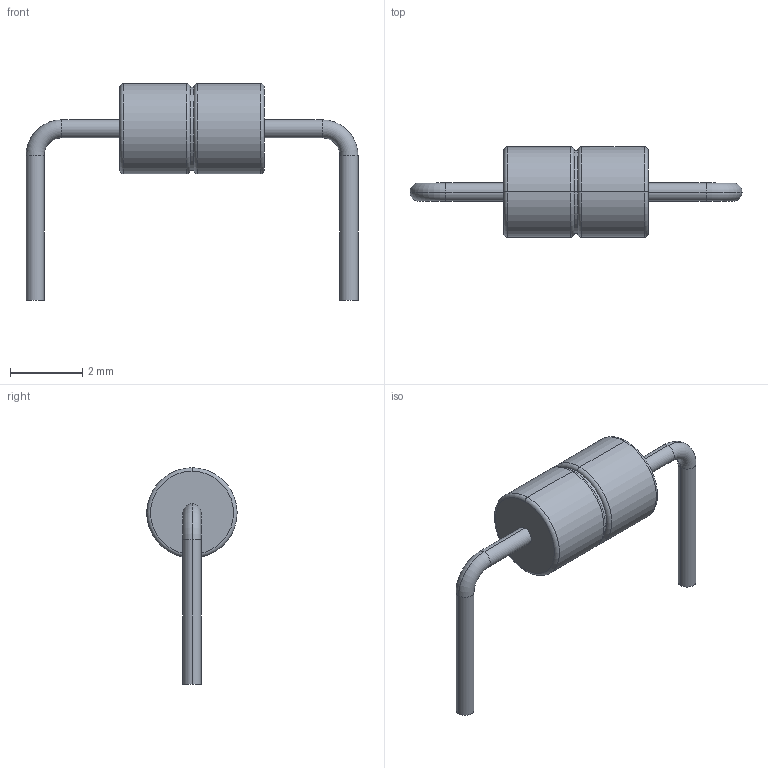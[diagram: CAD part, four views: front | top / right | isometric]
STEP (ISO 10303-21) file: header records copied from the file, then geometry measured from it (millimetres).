
FILE_DESCRIPTION (( 'STEP AP214' ), '1' );
FILE_NAME ('RES-TH_BD2.5-L4.0-P8.70.step', '2022-07-28T09:10:17', ( '' ), ( '' ), 'SwSTEP 2.0', 'SolidWorks 2020', '' );
FILE_SCHEMA (( 'AUTOMOTIVE_DESIGN' ));
Length unit declared in the file: millimetre
Products named in the file (1): RES-TH_BD2.5-L4.0-P8.70
Bounding box: 9.2 x 2.5 x 6 mm (x, y, z)
Volume: 22.2 mm3; surface area: 62.6 mm2
Topology: 1 solids, 1 shells, 254 faces, 673 edges, 442 vertices
Faces by surface type: plane 111, bspline 98, cylinder 33, torus 12
Entity records: 12589 total; most frequent: CARTESIAN_POINT 4730, ORIENTED_EDGE 1346, EDGE_CURVE 673, DIRECTION 621, VERTEX_POINT 442, EDGE_LOOP 275, UNCERTAINTY_MEASURE_WITH_UNIT 257, SURFACE_SIDE_STYLE 256
